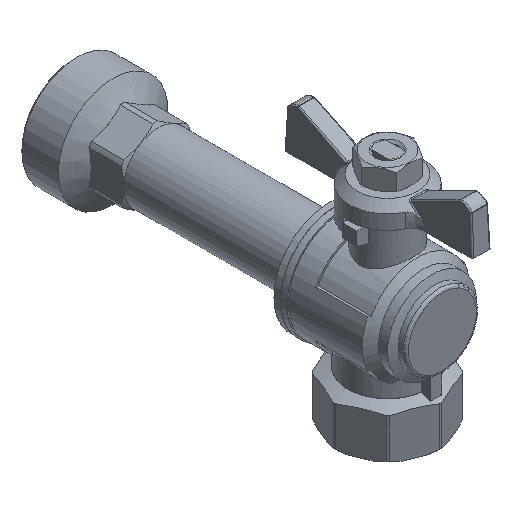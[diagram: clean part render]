
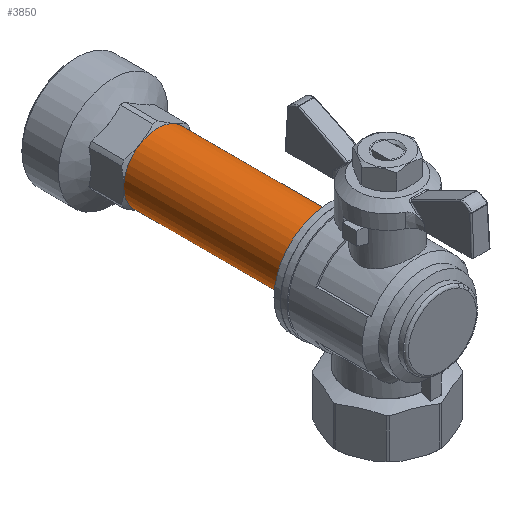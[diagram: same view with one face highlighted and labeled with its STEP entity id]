
A CAD part, isometric view. The second image highlights one B-rep face of the part: STEP entity #3850.
In plain terms, the highlighted cylindrical face has radius 13 mm (diameter 26 mm), a full revolution.
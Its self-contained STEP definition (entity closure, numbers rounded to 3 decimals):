
#1202=ORIENTED_EDGE('',*,*,#2129,.T.);
#1203=ORIENTED_EDGE('',*,*,#2124,.T.);
#1204=ORIENTED_EDGE('',*,*,#2121,.T.);
#1205=ORIENTED_EDGE('',*,*,#2118,.T.);
#1206=ORIENTED_EDGE('',*,*,#2116,.T.);
#1207=ORIENTED_EDGE('',*,*,#2130,.T.);
#1208=ORIENTED_EDGE('',*,*,#2127,.T.);
#2116=EDGE_CURVE('',#2604,#2605,#2908,.T.);
#2118=EDGE_CURVE('',#2606,#2604,#2909,.T.);
#2121=EDGE_CURVE('',#2607,#2606,#2910,.T.);
#2124=EDGE_CURVE('',#2608,#2607,#2911,.T.);
#2127=EDGE_CURVE('',#2609,#2608,#2912,.T.);
#2129=EDGE_CURVE('',#2610,#2610,#2913,.F.);
#2130=EDGE_CURVE('',#2605,#2609,#2914,.T.);
#2604=VERTEX_POINT('',#8293);
#2605=VERTEX_POINT('',#8299);
#2606=VERTEX_POINT('',#8307);
#2607=VERTEX_POINT('',#8318);
#2608=VERTEX_POINT('',#8330);
#2609=VERTEX_POINT('',#8341);
#2610=VERTEX_POINT('',#8348);
#2908=CIRCLE('',#5276,13.);
#2909=CIRCLE('',#5278,13.);
#2910=CIRCLE('',#5280,13.);
#2911=CIRCLE('',#5282,13.);
#2912=CIRCLE('',#5284,13.);
#2913=CIRCLE('',#5286,13.);
#2914=CIRCLE('',#5287,13.);
#3143=EDGE_LOOP('',(#1202));
#3144=EDGE_LOOP('',(#1203,#1204,#1205,#1206,#1207,#1208));
#3466=FACE_BOUND('',#3143,.T.);
#3467=FACE_BOUND('',#3144,.T.);
#3709=CYLINDRICAL_SURFACE('',#5285,13.);
#3850=ADVANCED_FACE('',(#3466,#3467),#3709,.T.);
#5276=AXIS2_PLACEMENT_3D('',#8300,#5983,#5984);
#5278=AXIS2_PLACEMENT_3D('',#8306,#5987,#5988);
#5280=AXIS2_PLACEMENT_3D('',#8317,#5991,#5992);
#5282=AXIS2_PLACEMENT_3D('',#8329,#5995,#5996);
#5284=AXIS2_PLACEMENT_3D('',#8340,#5999,#6000);
#5285=AXIS2_PLACEMENT_3D('',#8346,#6001,#6002);
#5286=AXIS2_PLACEMENT_3D('',#8347,#6003,#6004);
#5287=AXIS2_PLACEMENT_3D('',#8349,#6005,#6006);
#5983=DIRECTION('',(0.,-1.,0.));
#5984=DIRECTION('',(0.,0.,-1.));
#5987=DIRECTION('',(0.,-1.,0.));
#5988=DIRECTION('',(0.,0.,-1.));
#5991=DIRECTION('',(0.,-1.,0.));
#5992=DIRECTION('',(0.,0.,-1.));
#5995=DIRECTION('',(0.,-1.,0.));
#5996=DIRECTION('',(0.,0.,-1.));
#5999=DIRECTION('',(0.,-1.,0.));
#6000=DIRECTION('',(0.,0.,-1.));
#6001=DIRECTION('',(0.,-1.,0.));
#6002=DIRECTION('',(0.,0.,-1.));
#6003=DIRECTION('',(0.,-1.,0.));
#6004=DIRECTION('',(0.,0.,-1.));
#6005=DIRECTION('',(0.,-1.,0.));
#6006=DIRECTION('',(0.,0.,-1.));
#8293=CARTESIAN_POINT('',(-6.5,76.,11.258));
#8299=CARTESIAN_POINT('',(-13.,76.,0.));
#8300=CARTESIAN_POINT('',(0.,76.,0.));
#8306=CARTESIAN_POINT('',(0.,76.,0.));
#8307=CARTESIAN_POINT('',(6.5,76.,11.258));
#8317=CARTESIAN_POINT('',(0.,76.,0.));
#8318=CARTESIAN_POINT('',(13.,76.,0.));
#8329=CARTESIAN_POINT('',(0.,76.,0.));
#8330=CARTESIAN_POINT('',(6.5,76.,-11.258));
#8340=CARTESIAN_POINT('',(0.,76.,0.));
#8341=CARTESIAN_POINT('',(-6.5,76.,-11.258));
#8346=CARTESIAN_POINT('',(0.,108.,0.));
#8347=CARTESIAN_POINT('',(0.,14.47,0.));
#8348=CARTESIAN_POINT('',(0.,14.47,-13.));
#8349=CARTESIAN_POINT('',(0.,76.,0.));
